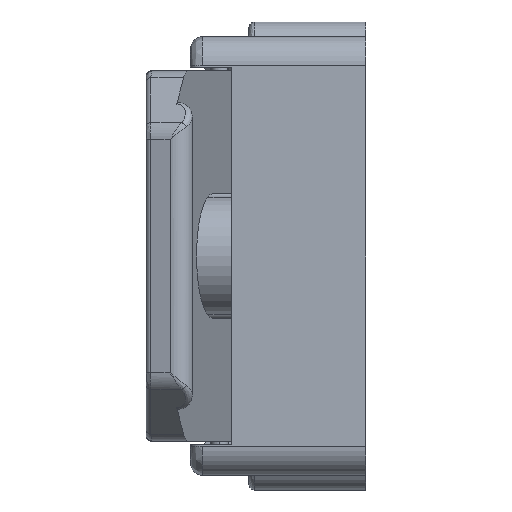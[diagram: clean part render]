
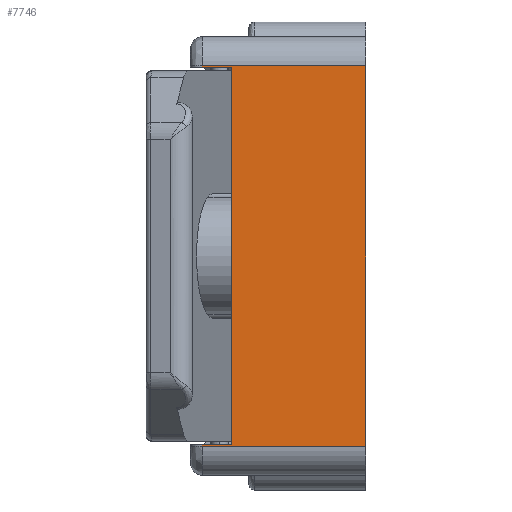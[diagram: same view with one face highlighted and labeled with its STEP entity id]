
A CAD part, left-side view. The second image highlights one B-rep face of the part: STEP entity #7746.
In plain terms, the highlighted planar face has unit normal (-1, 0, 0).
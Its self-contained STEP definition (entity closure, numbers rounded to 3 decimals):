
#255 = EDGE_CURVE ( 'NONE', #1007, #7440, #7545, .T. ) ;
#289 = LINE ( 'NONE', #5989, #4659 ) ;
#317 = LINE ( 'NONE', #6000, #3197 ) ;
#365 = LINE ( 'NONE', #6344, #4311 ) ;
#768 = ORIENTED_EDGE ( 'NONE', *, *, #6715, .F. ) ;
#785 = ORIENTED_EDGE ( 'NONE', *, *, #1152, .F. ) ;
#831 = ORIENTED_EDGE ( 'NONE', *, *, #1871, .F. ) ;
#867 = CARTESIAN_POINT ( 'NONE',  ( -26.5, 30., 32.25 ) ) ;
#921 = DIRECTION ( 'NONE',  ( 0., -1., 0. ) ) ;
#1007 = VERTEX_POINT ( 'NONE', #6797 ) ;
#1152 = EDGE_CURVE ( 'NONE', #7588, #1007, #2664, .T. ) ;
#1404 = LINE ( 'NONE', #867, #4418 ) ;
#1577 = EDGE_CURVE ( 'NONE', #3735, #8037, #317, .T. ) ;
#1662 = CARTESIAN_POINT ( 'NONE',  ( -26.5, 0., -32.5 ) ) ;
#1871 = EDGE_CURVE ( 'NONE', #2281, #3902, #289, .T. ) ;
#1966 = VECTOR ( 'NONE', #6506, 1000. ) ;
#2281 = VERTEX_POINT ( 'NONE', #1662 ) ;
#2438 = ORIENTED_EDGE ( 'NONE', *, *, #5882, .F. ) ;
#2664 = LINE ( 'NONE', #5020, #9979 ) ;
#3197 = VECTOR ( 'NONE', #6122, 1000. ) ;
#3438 = CARTESIAN_POINT ( 'NONE',  ( -26.5, 23., 32.25 ) ) ;
#3735 = VERTEX_POINT ( 'NONE', #8797 ) ;
#3902 = VERTEX_POINT ( 'NONE', #7966 ) ;
#4084 = EDGE_CURVE ( 'NONE', #8037, #2281, #6695, .T. ) ;
#4311 = VECTOR ( 'NONE', #6381, 1000. ) ;
#4418 = VECTOR ( 'NONE', #7718, 1000. ) ;
#4659 = VECTOR ( 'NONE', #5594, 1000. ) ;
#4901 = CARTESIAN_POINT ( 'NONE',  ( -26.5, 28., 32.25 ) ) ;
#5020 = CARTESIAN_POINT ( 'NONE',  ( -26.5, 30., -32.25 ) ) ;
#5594 = DIRECTION ( 'NONE',  ( 0., 1., 0. ) ) ;
#5615 = ORIENTED_EDGE ( 'NONE', *, *, #4084, .F. ) ;
#5729 = ORIENTED_EDGE ( 'NONE', *, *, #255, .F. ) ;
#5780 = ORIENTED_EDGE ( 'NONE', *, *, #8438, .F. ) ;
#5882 = EDGE_CURVE ( 'NONE', #7440, #6844, #1404, .T. ) ;
#5989 = CARTESIAN_POINT ( 'NONE',  ( -26.5, 30., -32.5 ) ) ;
#6000 = CARTESIAN_POINT ( 'NONE',  ( -26.5, 30., 32.5 ) ) ;
#6122 = DIRECTION ( 'NONE',  ( 0., -1., 0. ) ) ;
#6344 = CARTESIAN_POINT ( 'NONE',  ( -26.5, 28., -37.5 ) ) ;
#6381 = DIRECTION ( 'NONE',  ( 0., 0., 1. ) ) ;
#6506 = DIRECTION ( 'NONE',  ( 0., 0., 1. ) ) ;
#6695 = LINE ( 'NONE', #7128, #6727 ) ;
#6715 = EDGE_CURVE ( 'NONE', #3902, #7588, #365, .T. ) ;
#6723 = DIRECTION ( 'NONE',  ( 0., 0., 1. ) ) ;
#6727 = VECTOR ( 'NONE', #7164, 1000. ) ;
#6737 = CARTESIAN_POINT ( 'NONE',  ( -26.5, 28., -37.5 ) ) ;
#6797 = CARTESIAN_POINT ( 'NONE',  ( -26.5, 23., -32.25 ) ) ;
#6844 = VERTEX_POINT ( 'NONE', #4901 ) ;
#7128 = CARTESIAN_POINT ( 'NONE',  ( -26.5, 0., -37.5 ) ) ;
#7164 = DIRECTION ( 'NONE',  ( 0., 0., -1. ) ) ;
#7310 = CARTESIAN_POINT ( 'NONE',  ( -26.5, 23., 37.5 ) ) ;
#7368 = AXIS2_PLACEMENT_3D ( 'NONE', #9346, #9307, #9300 ) ;
#7440 = VERTEX_POINT ( 'NONE', #3438 ) ;
#7545 = LINE ( 'NONE', #7310, #1966 ) ;
#7588 = VERTEX_POINT ( 'NONE', #10297 ) ;
#7718 = DIRECTION ( 'NONE',  ( 0., 1., 0. ) ) ;
#7721 = EDGE_LOOP ( 'NONE', ( #2438, #5729, #785, #768, #831, #5615, #9113, #5780 ) ) ;
#7746 = ADVANCED_FACE ( 'NONE', ( #9786 ), #9408, .F. ) ;
#7966 = CARTESIAN_POINT ( 'NONE',  ( -26.5, 28., -32.5 ) ) ;
#8037 = VERTEX_POINT ( 'NONE', #8040 ) ;
#8040 = CARTESIAN_POINT ( 'NONE',  ( -26.5, 0., 32.5 ) ) ;
#8438 = EDGE_CURVE ( 'NONE', #6844, #3735, #8958, .T. ) ;
#8716 = VECTOR ( 'NONE', #6723, 1000. ) ;
#8797 = CARTESIAN_POINT ( 'NONE',  ( -26.5, 28., 32.5 ) ) ;
#8958 = LINE ( 'NONE', #6737, #8716 ) ;
#9113 = ORIENTED_EDGE ( 'NONE', *, *, #1577, .F. ) ;
#9300 = DIRECTION ( 'NONE',  ( 0., 0., -1. ) ) ;
#9307 = DIRECTION ( 'NONE',  ( 1., 0., 0. ) ) ;
#9346 = CARTESIAN_POINT ( 'NONE',  ( -26.5, 30., 37.5 ) ) ;
#9408 = PLANE ( 'NONE',  #7368 ) ;
#9786 = FACE_OUTER_BOUND ( 'NONE', #7721, .T. ) ;
#9979 = VECTOR ( 'NONE', #921, 1000. ) ;
#10297 = CARTESIAN_POINT ( 'NONE',  ( -26.5, 28., -32.25 ) ) ;
